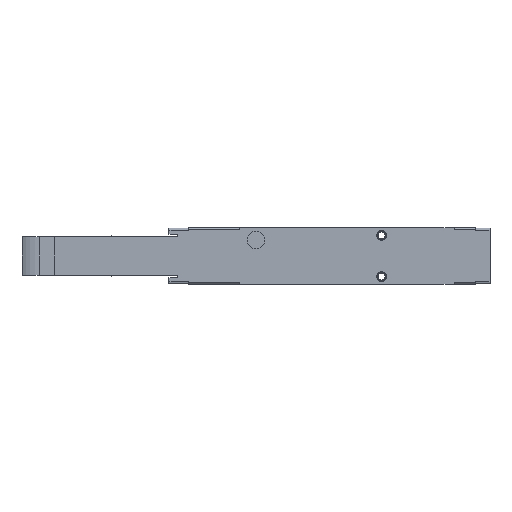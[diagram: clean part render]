
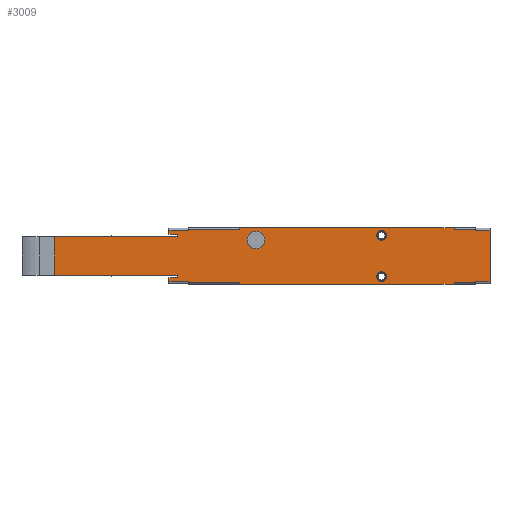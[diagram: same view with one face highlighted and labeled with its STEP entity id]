
A CAD part, front view. The second image highlights one B-rep face of the part: STEP entity #3009.
In plain terms, the highlighted planar face has unit normal (0, -1, 0).
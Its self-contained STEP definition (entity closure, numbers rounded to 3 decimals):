
#141=CIRCLE('',#3433,2.25);
#142=CIRCLE('',#3434,2.25);
#143=CIRCLE('',#3435,4.);
#363=ORIENTED_EDGE('',*,*,#1203,.F.);
#364=ORIENTED_EDGE('',*,*,#1204,.F.);
#365=ORIENTED_EDGE('',*,*,#1205,.F.);
#366=ORIENTED_EDGE('',*,*,#1206,.T.);
#367=ORIENTED_EDGE('',*,*,#1207,.T.);
#368=ORIENTED_EDGE('',*,*,#1208,.F.);
#369=ORIENTED_EDGE('',*,*,#1209,.T.);
#370=ORIENTED_EDGE('',*,*,#1210,.T.);
#371=ORIENTED_EDGE('',*,*,#1199,.T.);
#372=ORIENTED_EDGE('',*,*,#1211,.T.);
#373=ORIENTED_EDGE('',*,*,#1212,.T.);
#374=ORIENTED_EDGE('',*,*,#1213,.T.);
#375=ORIENTED_EDGE('',*,*,#1214,.T.);
#376=ORIENTED_EDGE('',*,*,#1215,.F.);
#377=ORIENTED_EDGE('',*,*,#1216,.T.);
#378=ORIENTED_EDGE('',*,*,#1217,.T.);
#379=ORIENTED_EDGE('',*,*,#1218,.F.);
#380=ORIENTED_EDGE('',*,*,#1219,.T.);
#381=ORIENTED_EDGE('',*,*,#1220,.F.);
#382=ORIENTED_EDGE('',*,*,#1221,.F.);
#383=ORIENTED_EDGE('',*,*,#1222,.F.);
#384=ORIENTED_EDGE('',*,*,#1223,.T.);
#385=ORIENTED_EDGE('',*,*,#1224,.F.);
#386=ORIENTED_EDGE('',*,*,#1225,.F.);
#387=ORIENTED_EDGE('',*,*,#1226,.F.);
#388=ORIENTED_EDGE('',*,*,#1227,.F.);
#389=ORIENTED_EDGE('',*,*,#1228,.T.);
#390=ORIENTED_EDGE('',*,*,#1229,.T.);
#391=ORIENTED_EDGE('',*,*,#1230,.T.);
#392=ORIENTED_EDGE('',*,*,#1231,.F.);
#393=ORIENTED_EDGE('',*,*,#1232,.T.);
#1199=EDGE_CURVE('',#1614,#1615,#1917,.T.);
#1203=EDGE_CURVE('',#1618,#1618,#141,.T.);
#1204=EDGE_CURVE('',#1619,#1619,#142,.T.);
#1205=EDGE_CURVE('',#1620,#1620,#143,.F.);
#1206=EDGE_CURVE('',#1621,#1622,#1921,.T.);
#1207=EDGE_CURVE('',#1622,#1623,#1922,.T.);
#1208=EDGE_CURVE('',#1624,#1623,#1923,.T.);
#1209=EDGE_CURVE('',#1624,#1625,#1924,.T.);
#1210=EDGE_CURVE('',#1625,#1614,#1925,.T.);
#1211=EDGE_CURVE('',#1615,#1626,#1926,.T.);
#1212=EDGE_CURVE('',#1626,#1627,#1927,.T.);
#1213=EDGE_CURVE('',#1627,#1628,#1928,.T.);
#1214=EDGE_CURVE('',#1628,#1629,#1929,.T.);
#1215=EDGE_CURVE('',#1630,#1629,#1930,.T.);
#1216=EDGE_CURVE('',#1630,#1631,#1931,.T.);
#1217=EDGE_CURVE('',#1631,#1632,#1932,.T.);
#1218=EDGE_CURVE('',#1633,#1632,#1933,.T.);
#1219=EDGE_CURVE('',#1633,#1634,#1934,.T.);
#1220=EDGE_CURVE('',#1635,#1634,#1935,.T.);
#1221=EDGE_CURVE('',#1636,#1635,#1936,.T.);
#1222=EDGE_CURVE('',#1637,#1636,#1937,.T.);
#1223=EDGE_CURVE('',#1637,#1638,#1938,.T.);
#1224=EDGE_CURVE('',#1639,#1638,#1939,.T.);
#1225=EDGE_CURVE('',#1640,#1639,#1940,.T.);
#1226=EDGE_CURVE('',#1641,#1640,#1941,.T.);
#1227=EDGE_CURVE('',#1642,#1641,#1942,.T.);
#1228=EDGE_CURVE('',#1642,#1643,#1943,.T.);
#1229=EDGE_CURVE('',#1643,#1644,#1944,.T.);
#1230=EDGE_CURVE('',#1644,#1645,#1945,.T.);
#1231=EDGE_CURVE('',#1646,#1645,#1946,.T.);
#1232=EDGE_CURVE('',#1646,#1621,#1947,.T.);
#1614=VERTEX_POINT('',#4827);
#1615=VERTEX_POINT('',#4828);
#1618=VERTEX_POINT('',#4836);
#1619=VERTEX_POINT('',#4838);
#1620=VERTEX_POINT('',#4840);
#1621=VERTEX_POINT('',#4842);
#1622=VERTEX_POINT('',#4843);
#1623=VERTEX_POINT('',#4845);
#1624=VERTEX_POINT('',#4847);
#1625=VERTEX_POINT('',#4849);
#1626=VERTEX_POINT('',#4852);
#1627=VERTEX_POINT('',#4854);
#1628=VERTEX_POINT('',#4856);
#1629=VERTEX_POINT('',#4858);
#1630=VERTEX_POINT('',#4860);
#1631=VERTEX_POINT('',#4862);
#1632=VERTEX_POINT('',#4864);
#1633=VERTEX_POINT('',#4866);
#1634=VERTEX_POINT('',#4868);
#1635=VERTEX_POINT('',#4870);
#1636=VERTEX_POINT('',#4872);
#1637=VERTEX_POINT('',#4874);
#1638=VERTEX_POINT('',#4876);
#1639=VERTEX_POINT('',#4878);
#1640=VERTEX_POINT('',#4880);
#1641=VERTEX_POINT('',#4882);
#1642=VERTEX_POINT('',#4884);
#1643=VERTEX_POINT('',#4886);
#1644=VERTEX_POINT('',#4888);
#1645=VERTEX_POINT('',#4890);
#1646=VERTEX_POINT('',#4892);
#1917=LINE('',#4826,#2185);
#1921=LINE('',#4841,#2189);
#1922=LINE('',#4844,#2190);
#1923=LINE('',#4846,#2191);
#1924=LINE('',#4848,#2192);
#1925=LINE('',#4850,#2193);
#1926=LINE('',#4851,#2194);
#1927=LINE('',#4853,#2195);
#1928=LINE('',#4855,#2196);
#1929=LINE('',#4857,#2197);
#1930=LINE('',#4859,#2198);
#1931=LINE('',#4861,#2199);
#1932=LINE('',#4863,#2200);
#1933=LINE('',#4865,#2201);
#1934=LINE('',#4867,#2202);
#1935=LINE('',#4869,#2203);
#1936=LINE('',#4871,#2204);
#1937=LINE('',#4873,#2205);
#1938=LINE('',#4875,#2206);
#1939=LINE('',#4877,#2207);
#1940=LINE('',#4879,#2208);
#1941=LINE('',#4881,#2209);
#1942=LINE('',#4883,#2210);
#1943=LINE('',#4885,#2211);
#1944=LINE('',#4887,#2212);
#1945=LINE('',#4889,#2213);
#1946=LINE('',#4891,#2214);
#1947=LINE('',#4893,#2215);
#2185=VECTOR('',#3835,1000.);
#2189=VECTOR('',#3847,1000.);
#2190=VECTOR('',#3848,1000.);
#2191=VECTOR('',#3849,1000.);
#2192=VECTOR('',#3850,1000.);
#2193=VECTOR('',#3851,1000.);
#2194=VECTOR('',#3852,1000.);
#2195=VECTOR('',#3853,1000.);
#2196=VECTOR('',#3854,1000.);
#2197=VECTOR('',#3855,1000.);
#2198=VECTOR('',#3856,1000.);
#2199=VECTOR('',#3857,1000.);
#2200=VECTOR('',#3858,1000.);
#2201=VECTOR('',#3859,1000.);
#2202=VECTOR('',#3860,1000.);
#2203=VECTOR('',#3861,1000.);
#2204=VECTOR('',#3862,1000.);
#2205=VECTOR('',#3863,1000.);
#2206=VECTOR('',#3864,1000.);
#2207=VECTOR('',#3865,1000.);
#2208=VECTOR('',#3866,1000.);
#2209=VECTOR('',#3867,1000.);
#2210=VECTOR('',#3868,1000.);
#2211=VECTOR('',#3869,1000.);
#2212=VECTOR('',#3870,1000.);
#2213=VECTOR('',#3871,1000.);
#2214=VECTOR('',#3872,1000.);
#2215=VECTOR('',#3873,1000.);
#2417=EDGE_LOOP('',(#363));
#2418=EDGE_LOOP('',(#364));
#2419=EDGE_LOOP('',(#365));
#2420=EDGE_LOOP('',(#366,#367,#368,#369,#370,#371,#372,#373,#374,#375,#376,
#377,#378,#379,#380,#381,#382,#383,#384,#385,#386,#387,#388,#389,#390,#391,
#392,#393));
#2662=FACE_BOUND('',#2417,.T.);
#2663=FACE_BOUND('',#2418,.T.);
#2664=FACE_BOUND('',#2419,.T.);
#2665=FACE_BOUND('',#2420,.T.);
#2905=PLANE('',#3432);
#3009=ADVANCED_FACE('',(#2662,#2663,#2664,#2665),#2905,.F.);
#3432=AXIS2_PLACEMENT_3D('',#4834,#3839,#3840);
#3433=AXIS2_PLACEMENT_3D('',#4835,#3841,#3842);
#3434=AXIS2_PLACEMENT_3D('',#4837,#3843,#3844);
#3435=AXIS2_PLACEMENT_3D('',#4839,#3845,#3846);
#3835=DIRECTION('',(0.,0.,-1.));
#3839=DIRECTION('',(0.,1.,0.));
#3840=DIRECTION('',(0.,0.,1.));
#3841=DIRECTION('',(0.,-1.,0.));
#3842=DIRECTION('',(0.,0.,-1.));
#3843=DIRECTION('',(0.,-1.,0.));
#3844=DIRECTION('',(0.,0.,-1.));
#3845=DIRECTION('',(0.,1.,0.));
#3846=DIRECTION('',(0.,0.,1.));
#3847=DIRECTION('',(1.,0.,0.));
#3848=DIRECTION('',(0.,0.,-1.));
#3849=DIRECTION('',(1.,0.,0.));
#3850=DIRECTION('',(0.,0.,-1.));
#3851=DIRECTION('',(1.,0.,0.));
#3852=DIRECTION('',(-1.,0.,0.));
#3853=DIRECTION('',(0.,0.,-1.));
#3854=DIRECTION('',(1.,0.,0.));
#3855=DIRECTION('',(0.,0.,-1.));
#3856=DIRECTION('',(-1.,0.,0.));
#3857=DIRECTION('',(0.,0.,-1.));
#3858=DIRECTION('',(1.,0.,0.));
#3859=DIRECTION('',(0.,0.,-1.));
#3860=DIRECTION('',(1.,0.,0.));
#3861=DIRECTION('',(0.,0.,-1.));
#3862=DIRECTION('',(-1.,0.,0.));
#3863=DIRECTION('',(0.,0.,-1.));
#3864=DIRECTION('',(-1.,0.,0.));
#3865=DIRECTION('',(0.,0.,-1.));
#3866=DIRECTION('',(1.,0.,0.));
#3867=DIRECTION('',(0.,0.,-1.));
#3868=DIRECTION('',(1.,0.,0.));
#3869=DIRECTION('',(0.,0.,-1.));
#3870=DIRECTION('',(-1.,0.,0.));
#3871=DIRECTION('',(0.,0.,-1.));
#3872=DIRECTION('',(1.,0.,0.));
#3873=DIRECTION('',(0.,0.,-1.));
#4826=CARTESIAN_POINT('',(-94.1,0.,23.));
#4827=CARTESIAN_POINT('',(-94.1,0.,4.1));
#4828=CARTESIAN_POINT('',(-94.1,0.,3.));
#4834=CARTESIAN_POINT('',(-89.1,0.,26.));
#4835=CARTESIAN_POINT('',(0.,0.,3.5));
#4836=CARTESIAN_POINT('',(0.,0.,1.25));
#4837=CARTESIAN_POINT('',(0.,0.,22.5));
#4838=CARTESIAN_POINT('',(0.,0.,20.25));
#4839=CARTESIAN_POINT('',(-58.,0.,20.35));
#4840=CARTESIAN_POINT('',(-58.,0.,24.35));
#4841=CARTESIAN_POINT('',(-104.1,0.,23.));
#4842=CARTESIAN_POINT('',(-98.1,0.,23.));
#4843=CARTESIAN_POINT('',(-94.1,0.,23.));
#4844=CARTESIAN_POINT('',(-94.1,0.,23.));
#4845=CARTESIAN_POINT('',(-94.1,0.,21.9));
#4846=CARTESIAN_POINT('',(-150.9,0.,21.9));
#4847=CARTESIAN_POINT('',(-150.9,0.,21.9));
#4848=CARTESIAN_POINT('',(-150.9,0.,21.9));
#4849=CARTESIAN_POINT('',(-150.9,0.,4.1));
#4850=CARTESIAN_POINT('',(-150.9,0.,4.1));
#4851=CARTESIAN_POINT('',(-94.1,0.,3.));
#4852=CARTESIAN_POINT('',(-98.1,0.,3.));
#4853=CARTESIAN_POINT('',(-98.1,0.,24.9));
#4854=CARTESIAN_POINT('',(-98.1,0.,1.1));
#4855=CARTESIAN_POINT('',(-98.1,0.,1.1));
#4856=CARTESIAN_POINT('',(-89.1,0.,1.1));
#4857=CARTESIAN_POINT('',(-89.1,0.,26.));
#4858=CARTESIAN_POINT('',(-89.1,0.,1.));
#4859=CARTESIAN_POINT('',(-65.5,0.,1.));
#4860=CARTESIAN_POINT('',(-65.5,0.,1.));
#4861=CARTESIAN_POINT('',(-65.5,0.,26.));
#4862=CARTESIAN_POINT('',(-65.5,0.,0.));
#4863=CARTESIAN_POINT('',(-89.1,0.,0.));
#4864=CARTESIAN_POINT('',(33.4,0.,0.));
#4865=CARTESIAN_POINT('',(33.4,0.,26.));
#4866=CARTESIAN_POINT('',(33.4,0.,1.));
#4867=CARTESIAN_POINT('',(33.4,0.,1.));
#4868=CARTESIAN_POINT('',(43.4,0.,1.));
#4869=CARTESIAN_POINT('',(43.4,0.,26.));
#4870=CARTESIAN_POINT('',(43.4,0.,1.1));
#4871=CARTESIAN_POINT('',(50.,0.,1.1));
#4872=CARTESIAN_POINT('',(50.,0.,1.1));
#4873=CARTESIAN_POINT('',(50.,0.,24.9));
#4874=CARTESIAN_POINT('',(50.,0.,24.9));
#4875=CARTESIAN_POINT('',(50.,0.,24.9));
#4876=CARTESIAN_POINT('',(43.4,0.,24.9));
#4877=CARTESIAN_POINT('',(43.4,0.,26.));
#4878=CARTESIAN_POINT('',(43.4,0.,25.));
#4879=CARTESIAN_POINT('',(33.4,0.,25.));
#4880=CARTESIAN_POINT('',(33.4,0.,25.));
#4881=CARTESIAN_POINT('',(33.4,0.,26.));
#4882=CARTESIAN_POINT('',(33.4,0.,26.));
#4883=CARTESIAN_POINT('',(-89.1,0.,26.));
#4884=CARTESIAN_POINT('',(-65.5,0.,26.));
#4885=CARTESIAN_POINT('',(-65.5,0.,26.));
#4886=CARTESIAN_POINT('',(-65.5,0.,25.));
#4887=CARTESIAN_POINT('',(-65.5,0.,25.));
#4888=CARTESIAN_POINT('',(-89.1,0.,25.));
#4889=CARTESIAN_POINT('',(-89.1,0.,26.));
#4890=CARTESIAN_POINT('',(-89.1,0.,24.9));
#4891=CARTESIAN_POINT('',(-98.1,0.,24.9));
#4892=CARTESIAN_POINT('',(-98.1,0.,24.9));
#4893=CARTESIAN_POINT('',(-98.1,0.,24.9));
